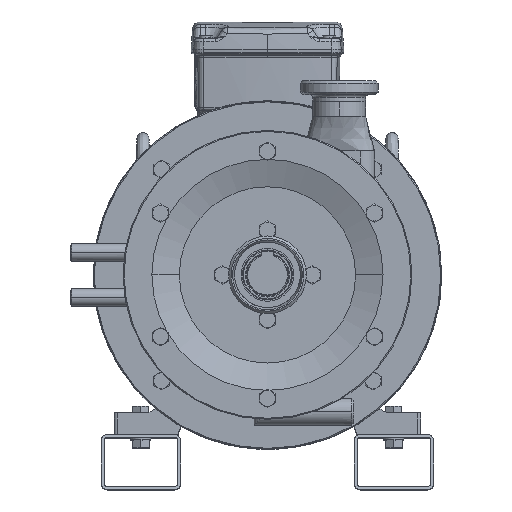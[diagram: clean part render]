
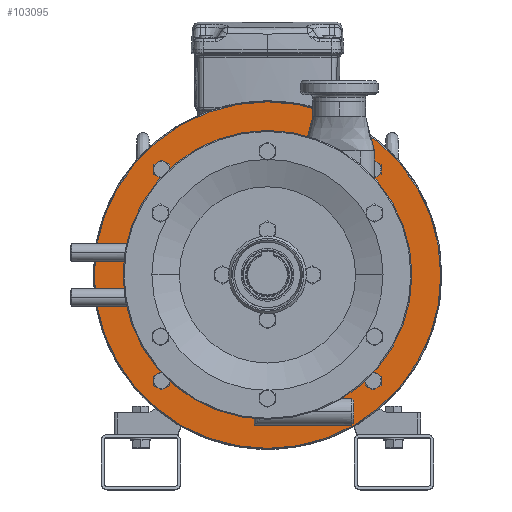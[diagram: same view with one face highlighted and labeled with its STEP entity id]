
A CAD part, top view. The second image highlights one B-rep face of the part: STEP entity #103095.
In plain terms, the highlighted face is planar.
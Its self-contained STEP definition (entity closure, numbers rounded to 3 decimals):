
#199 = DIRECTION ( 'NONE',  ( 0., 0., 1. ) ) ;
#920 = DIRECTION ( 'NONE',  ( 0., 0., 1. ) ) ;
#999 = CIRCLE ( 'NONE', #39836, 7.5 ) ;
#2290 = FACE_BOUND ( 'NONE', #16671, .T. ) ;
#2738 = ORIENTED_EDGE ( 'NONE', *, *, #97644, .T. ) ;
#4483 = CARTESIAN_POINT ( 'NONE',  ( -106.066, -106.066, -10. ) ) ;
#5298 = AXIS2_PLACEMENT_3D ( 'NONE', #72039, #18347, #81090 ) ;
#6541 = ORIENTED_EDGE ( 'NONE', *, *, #29813, .T. ) ;
#8112 = DIRECTION ( 'NONE',  ( 0., 0., 1. ) ) ;
#8164 = EDGE_CURVE ( 'NONE', #113710, #113329, #99831, .T. ) ;
#12142 = CARTESIAN_POINT ( 'NONE',  ( 0., 0., -10. ) ) ;
#13558 = DIRECTION ( 'NONE',  ( -1., 0., 0. ) ) ;
#14439 = VERTEX_POINT ( 'NONE', #107507 ) ;
#16671 = EDGE_LOOP ( 'NONE', ( #2738, #62697 ) ) ;
#17889 = CARTESIAN_POINT ( 'NONE',  ( -113.566, 106.066, -10. ) ) ;
#17930 = CARTESIAN_POINT ( 'NONE',  ( -113., 0., -10. ) ) ;
#18347 = DIRECTION ( 'NONE',  ( 0., 0., 1. ) ) ;
#19545 = DIRECTION ( 'NONE',  ( 0., 0., 1. ) ) ;
#22452 = ORIENTED_EDGE ( 'NONE', *, *, #64610, .T. ) ;
#22544 = CIRCLE ( 'NONE', #91590, 7.5 ) ;
#23620 = EDGE_CURVE ( 'NONE', #43018, #36960, #100963, .T. ) ;
#25292 = AXIS2_PLACEMENT_3D ( 'NONE', #73245, #19545, #82298 ) ;
#26108 = FACE_OUTER_BOUND ( 'NONE', #59058, .T. ) ;
#28276 = CIRCLE ( 'NONE', #71000, 7.5 ) ;
#28930 = FACE_BOUND ( 'NONE', #62843, .T. ) ;
#29813 = EDGE_CURVE ( 'NONE', #107285, #44984, #999, .T. ) ;
#30010 = AXIS2_PLACEMENT_3D ( 'NONE', #43872, #106535, #52866 ) ;
#30106 = DIRECTION ( 'NONE',  ( 0., 0., 1. ) ) ;
#31277 = CARTESIAN_POINT ( 'NONE',  ( 0., 0., -10. ) ) ;
#31732 = CARTESIAN_POINT ( 'NONE',  ( -98.566, -106.066, -10. ) ) ;
#32390 = EDGE_LOOP ( 'NONE', ( #45950, #33181 ) ) ;
#33181 = ORIENTED_EDGE ( 'NONE', *, *, #23620, .T. ) ;
#33867 = CARTESIAN_POINT ( 'NONE',  ( 113., 0., -10. ) ) ;
#36588 = AXIS2_PLACEMENT_3D ( 'NONE', #105170, #51471, #114215 ) ;
#36695 = CARTESIAN_POINT ( 'NONE',  ( -98.566, 106.066, -10. ) ) ;
#36799 = CARTESIAN_POINT ( 'NONE',  ( -113.566, -106.066, -10. ) ) ;
#36960 = VERTEX_POINT ( 'NONE', #33867 ) ;
#37291 = CIRCLE ( 'NONE', #111806, 7.5 ) ;
#38591 = DIRECTION ( 'NONE',  ( 0., 0., 1. ) ) ;
#38800 = PLANE ( 'NONE',  #77506 ) ;
#39836 = AXIS2_PLACEMENT_3D ( 'NONE', #61864, #8112, #70878 ) ;
#39886 = ORIENTED_EDGE ( 'NONE', *, *, #101744, .T. ) ;
#39935 = CIRCLE ( 'NONE', #90950, 7.5 ) ;
#40367 = DIRECTION ( 'NONE',  ( 1., 0., 0. ) ) ;
#42633 = CIRCLE ( 'NONE', #67850, 7.5 ) ;
#42883 = CIRCLE ( 'NONE', #30010, 174. ) ;
#43018 = VERTEX_POINT ( 'NONE', #17930 ) ;
#43872 = CARTESIAN_POINT ( 'NONE',  ( 0., 0., -10. ) ) ;
#44295 = CARTESIAN_POINT ( 'NONE',  ( 106.066, -106.066, -10. ) ) ;
#44984 = VERTEX_POINT ( 'NONE', #36695 ) ;
#45555 = CARTESIAN_POINT ( 'NONE',  ( 106.066, -106.066, -10. ) ) ;
#45950 = ORIENTED_EDGE ( 'NONE', *, *, #101056, .T. ) ;
#51471 = DIRECTION ( 'NONE',  ( 0., 0., 1. ) ) ;
#52421 = CIRCLE ( 'NONE', #5298, 7.5 ) ;
#52866 = DIRECTION ( 'NONE',  ( 1., 0., 0. ) ) ;
#53303 = DIRECTION ( 'NONE',  ( 1., 0., 0. ) ) ;
#53970 = CARTESIAN_POINT ( 'NONE',  ( 106.066, 106.066, -10. ) ) ;
#54037 = VERTEX_POINT ( 'NONE', #101996 ) ;
#54561 = DIRECTION ( 'NONE',  ( 1., 0., 0. ) ) ;
#54676 = CARTESIAN_POINT ( 'NONE',  ( -106.066, 106.066, -10. ) ) ;
#54917 = CARTESIAN_POINT ( 'NONE',  ( 174., 0., -10. ) ) ;
#56082 = ORIENTED_EDGE ( 'NONE', *, *, #79276, .T. ) ;
#59058 = EDGE_LOOP ( 'NONE', ( #112296, #56082 ) ) ;
#61864 = CARTESIAN_POINT ( 'NONE',  ( -106.066, 106.066, -10. ) ) ;
#62611 = EDGE_CURVE ( 'NONE', #110960, #14439, #28276, .T. ) ;
#62697 = ORIENTED_EDGE ( 'NONE', *, *, #107265, .T. ) ;
#62843 = EDGE_LOOP ( 'NONE', ( #22452, #93533 ) ) ;
#62934 = DIRECTION ( 'NONE',  ( -1., 0., 0. ) ) ;
#63676 = DIRECTION ( 'NONE',  ( 1., 0., 0. ) ) ;
#64610 = EDGE_CURVE ( 'NONE', #113329, #113710, #42633, .T. ) ;
#66281 = CARTESIAN_POINT ( 'NONE',  ( 98.566, -106.066, -10. ) ) ;
#67281 = DIRECTION ( 'NONE',  ( 0., 0., 1. ) ) ;
#67850 = AXIS2_PLACEMENT_3D ( 'NONE', #92277, #38591, #101275 ) ;
#70878 = DIRECTION ( 'NONE',  ( 1., 0., 0. ) ) ;
#71000 = AXIS2_PLACEMENT_3D ( 'NONE', #45555, #108209, #54561 ) ;
#71047 = FACE_BOUND ( 'NONE', #32390, .T. ) ;
#71556 = ORIENTED_EDGE ( 'NONE', *, *, #62611, .T. ) ;
#72039 = CARTESIAN_POINT ( 'NONE',  ( 106.066, 106.066, -10. ) ) ;
#73245 = CARTESIAN_POINT ( 'NONE',  ( 0., 0., -10. ) ) ;
#73856 = FACE_BOUND ( 'NONE', #104893, .T. ) ;
#77506 = AXIS2_PLACEMENT_3D ( 'NONE', #12142, #30106, #92876 ) ;
#78289 = AXIS2_PLACEMENT_3D ( 'NONE', #4483, #67281, #13558 ) ;
#79276 = EDGE_CURVE ( 'NONE', #54037, #104991, #42883, .T. ) ;
#80008 = EDGE_CURVE ( 'NONE', #44984, #107285, #39935, .T. ) ;
#81090 = DIRECTION ( 'NONE',  ( -1., 0., 0. ) ) ;
#82298 = DIRECTION ( 'NONE',  ( 1., 0., 0. ) ) ;
#87568 = VERTEX_POINT ( 'NONE', #91458 ) ;
#88426 = EDGE_LOOP ( 'NONE', ( #102309, #6541 ) ) ;
#88517 = CIRCLE ( 'NONE', #36588, 113. ) ;
#90950 = AXIS2_PLACEMENT_3D ( 'NONE', #54676, #920, #63676 ) ;
#91458 = CARTESIAN_POINT ( 'NONE',  ( 98.566, 106.066, -10. ) ) ;
#91590 = AXIS2_PLACEMENT_3D ( 'NONE', #44295, #106976, #53303 ) ;
#92277 = CARTESIAN_POINT ( 'NONE',  ( -106.066, -106.066, -10. ) ) ;
#92876 = DIRECTION ( 'NONE',  ( 1., 0., 0. ) ) ;
#93533 = ORIENTED_EDGE ( 'NONE', *, *, #8164, .T. ) ;
#94040 = DIRECTION ( 'NONE',  ( 0., 0., -1. ) ) ;
#94309 = EDGE_CURVE ( 'NONE', #104991, #54037, #106420, .T. ) ;
#94858 = FACE_BOUND ( 'NONE', #88426, .T. ) ;
#97644 = EDGE_CURVE ( 'NONE', #104837, #87568, #52421, .T. ) ;
#98069 = AXIS2_PLACEMENT_3D ( 'NONE', #31277, #94040, #40367 ) ;
#99831 = CIRCLE ( 'NONE', #78289, 7.5 ) ;
#100963 = CIRCLE ( 'NONE', #25292, 113. ) ;
#101056 = EDGE_CURVE ( 'NONE', #36960, #43018, #88517, .T. ) ;
#101275 = DIRECTION ( 'NONE',  ( -1., 0., 0. ) ) ;
#101744 = EDGE_CURVE ( 'NONE', #14439, #110960, #22544, .T. ) ;
#101996 = CARTESIAN_POINT ( 'NONE',  ( -174., 0., -10. ) ) ;
#102309 = ORIENTED_EDGE ( 'NONE', *, *, #80008, .T. ) ;
#103095 = ADVANCED_FACE ( 'NONE', ( #26108, #28930, #73856, #2290, #94858, #71047 ), #38800, .F. ) ;
#104837 = VERTEX_POINT ( 'NONE', #106636 ) ;
#104893 = EDGE_LOOP ( 'NONE', ( #39886, #71556 ) ) ;
#104991 = VERTEX_POINT ( 'NONE', #54917 ) ;
#105170 = CARTESIAN_POINT ( 'NONE',  ( 0., 0., -10. ) ) ;
#106420 = CIRCLE ( 'NONE', #98069, 174. ) ;
#106535 = DIRECTION ( 'NONE',  ( 0., 0., -1. ) ) ;
#106636 = CARTESIAN_POINT ( 'NONE',  ( 113.566, 106.066, -10. ) ) ;
#106976 = DIRECTION ( 'NONE',  ( 0., 0., 1. ) ) ;
#107265 = EDGE_CURVE ( 'NONE', #87568, #104837, #37291, .T. ) ;
#107285 = VERTEX_POINT ( 'NONE', #17889 ) ;
#107507 = CARTESIAN_POINT ( 'NONE',  ( 113.566, -106.066, -10. ) ) ;
#108209 = DIRECTION ( 'NONE',  ( 0., 0., 1. ) ) ;
#110960 = VERTEX_POINT ( 'NONE', #66281 ) ;
#111806 = AXIS2_PLACEMENT_3D ( 'NONE', #53970, #199, #62934 ) ;
#112296 = ORIENTED_EDGE ( 'NONE', *, *, #94309, .T. ) ;
#113329 = VERTEX_POINT ( 'NONE', #31732 ) ;
#113710 = VERTEX_POINT ( 'NONE', #36799 ) ;
#114215 = DIRECTION ( 'NONE',  ( 1., 0., 0. ) ) ;
